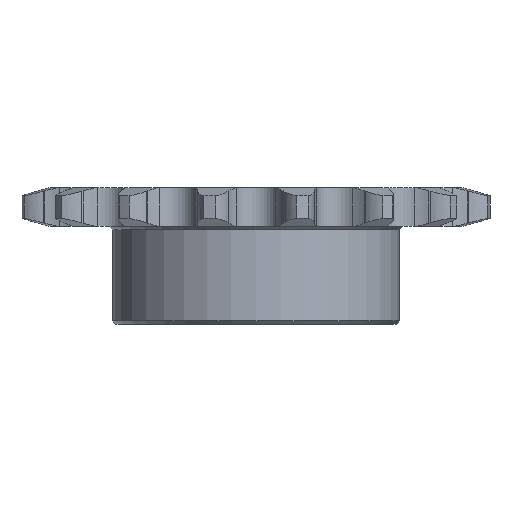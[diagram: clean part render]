
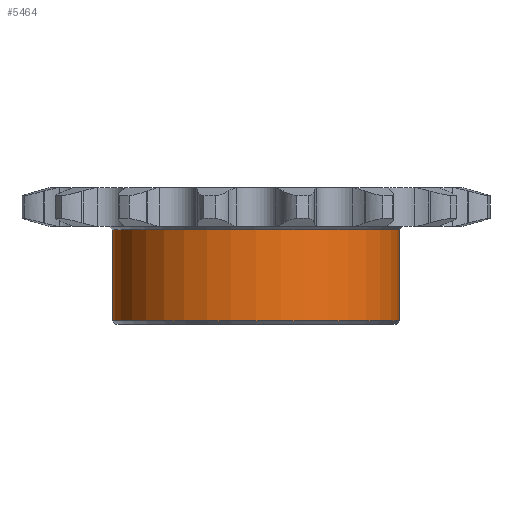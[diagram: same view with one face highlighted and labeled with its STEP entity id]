
A CAD part, front view. The second image highlights one B-rep face of the part: STEP entity #5464.
In plain terms, the highlighted cylindrical face has radius 10.795 mm (diameter 21.59 mm), a partial arc.
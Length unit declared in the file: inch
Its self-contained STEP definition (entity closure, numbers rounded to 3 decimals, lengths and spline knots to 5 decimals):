
#375 = CARTESIAN_POINT ( 'NONE',  ( -0.425, 0., -0.395 ) ) ;
#847 = DIRECTION ( 'NONE',  ( 1., 0., 0. ) ) ;
#855 = EDGE_CURVE ( 'NONE', #6822, #1817, #4204, .T. ) ;
#867 = CARTESIAN_POINT ( 'NONE',  ( 0., 0., -0.405 ) ) ;
#918 = VERTEX_POINT ( 'NONE', #1925 ) ;
#1058 = CARTESIAN_POINT ( 'NONE',  ( 0.425, 0., -0.125 ) ) ;
#1144 = DIRECTION ( 'NONE',  ( 1., 0., 0. ) ) ;
#1817 = VERTEX_POINT ( 'NONE', #1058 ) ;
#1856 = FACE_OUTER_BOUND ( 'NONE', #6366, .T. ) ;
#1910 = ORIENTED_EDGE ( 'NONE', *, *, #855, .T. ) ;
#1925 = CARTESIAN_POINT ( 'NONE',  ( -0.425, 0., -0.125 ) ) ;
#2204 = DIRECTION ( 'NONE',  ( 0., 0., 1. ) ) ;
#2257 = VECTOR ( 'NONE', #3125, 39.37008 ) ;
#2613 = VECTOR ( 'NONE', #3187, 39.37008 ) ;
#2652 = CARTESIAN_POINT ( 'NONE',  ( 0.425, 0., -0.405 ) ) ;
#2805 = CARTESIAN_POINT ( 'NONE',  ( 0.425, 0., -0.395 ) ) ;
#3104 = CARTESIAN_POINT ( 'NONE',  ( 0., 0., -0.125 ) ) ;
#3125 = DIRECTION ( 'NONE',  ( 0., 0., 1. ) ) ;
#3132 = EDGE_CURVE ( 'NONE', #3193, #6822, #6744, .T. ) ;
#3187 = DIRECTION ( 'NONE',  ( 0., 0., 1. ) ) ;
#3193 = VERTEX_POINT ( 'NONE', #375 ) ;
#3637 = DIRECTION ( 'NONE',  ( -1., 0., 0. ) ) ;
#3684 = ORIENTED_EDGE ( 'NONE', *, *, #4210, .F. ) ;
#3708 = EDGE_CURVE ( 'NONE', #1817, #918, #3938, .T. ) ;
#3762 = ORIENTED_EDGE ( 'NONE', *, *, #3132, .T. ) ;
#3836 = AXIS2_PLACEMENT_3D ( 'NONE', #867, #6682, #847 ) ;
#3938 = CIRCLE ( 'NONE', #4636, 0.425 ) ;
#4176 = CARTESIAN_POINT ( 'NONE',  ( -0.425, 0., -0.405 ) ) ;
#4204 = LINE ( 'NONE', #2652, #2613 ) ;
#4210 = EDGE_CURVE ( 'NONE', #3193, #918, #4749, .T. ) ;
#4525 = CYLINDRICAL_SURFACE ( 'NONE', #3836, 0.425 ) ;
#4636 = AXIS2_PLACEMENT_3D ( 'NONE', #3104, #6801, #3637 ) ;
#4749 = LINE ( 'NONE', #4176, #2257 ) ;
#5464 = ADVANCED_FACE ( 'NONE', ( #1856 ), #4525, .T. ) ;
#5899 = CARTESIAN_POINT ( 'NONE',  ( 0., 0., -0.395 ) ) ;
#5939 = AXIS2_PLACEMENT_3D ( 'NONE', #5899, #2204, #1144 ) ;
#6366 = EDGE_LOOP ( 'NONE', ( #3684, #3762, #1910, #6420 ) ) ;
#6420 = ORIENTED_EDGE ( 'NONE', *, *, #3708, .T. ) ;
#6682 = DIRECTION ( 'NONE',  ( 0., 0., 1. ) ) ;
#6744 = CIRCLE ( 'NONE', #5939, 0.425 ) ;
#6801 = DIRECTION ( 'NONE',  ( 0., 0., -1. ) ) ;
#6822 = VERTEX_POINT ( 'NONE', #2805 ) ;
